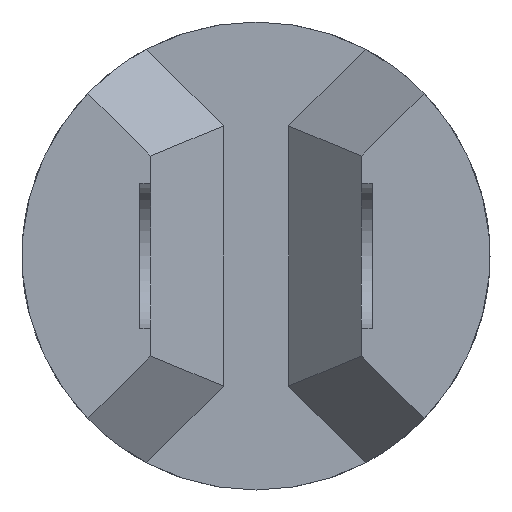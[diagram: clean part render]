
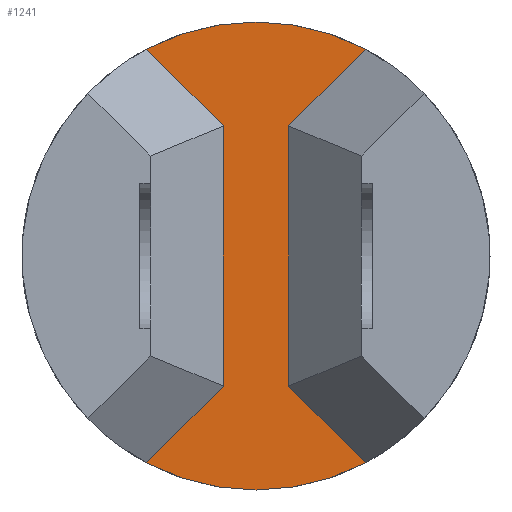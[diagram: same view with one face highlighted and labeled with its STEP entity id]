
A CAD part, front view. The second image highlights one B-rep face of the part: STEP entity #1241.
In plain terms, the highlighted planar face has unit normal (0, -1, 0).
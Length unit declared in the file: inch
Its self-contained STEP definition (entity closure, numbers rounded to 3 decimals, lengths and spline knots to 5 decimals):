
#13 = CARTESIAN_POINT ( 'NONE',  ( 0., -0.05315, 0. ) ) ;
#39 = AXIS2_PLACEMENT_3D ( 'NONE', #458, #462, #998 ) ;
#96 = DIRECTION ( 'NONE',  ( 0., -1., 0. ) ) ;
#119 = EDGE_CURVE ( 'NONE', #149, #787, #1191, .T. ) ;
#136 = EDGE_CURVE ( 'NONE', #820, #149, #167, .T. ) ;
#142 = EDGE_CURVE ( 'NONE', #465, #1252, #924, .T. ) ;
#149 = VERTEX_POINT ( 'NONE', #784 ) ;
#152 = CARTESIAN_POINT ( 'NONE',  ( 0.045, -0.05315, 0.17892 ) ) ;
#164 = ORIENTED_EDGE ( 'NONE', *, *, #1112, .T. ) ;
#167 = CIRCLE ( 'NONE', #800, 0.32187 ) ;
#168 = DIRECTION ( 'NONE',  ( 0.707, 0., 0.707 ) ) ;
#183 = EDGE_CURVE ( 'NONE', #1224, #465, #332, .T. ) ;
#193 = VERTEX_POINT ( 'NONE', #562 ) ;
#245 = VERTEX_POINT ( 'NONE', #779 ) ;
#257 = EDGE_LOOP ( 'NONE', ( #164, #1196, #676, #486, #370, #890, #802, #1078, #1033, #1266 ) ) ;
#265 = DIRECTION ( 'NONE',  ( 0., 0., -1. ) ) ;
#298 = DIRECTION ( 'NONE',  ( 0., -1., 0. ) ) ;
#306 = DIRECTION ( 'NONE',  ( -0.707, 0., 0.707 ) ) ;
#332 = LINE ( 'NONE', #362, #1109 ) ;
#342 = CARTESIAN_POINT ( 'NONE',  ( -0.045, -0.05315, -0.17892 ) ) ;
#351 = CARTESIAN_POINT ( 'NONE',  ( 0., -0.05315, 0. ) ) ;
#357 = LINE ( 'NONE', #628, #672 ) ;
#362 = CARTESIAN_POINT ( 'NONE',  ( 0.045, -0.05315, 0.1375 ) ) ;
#370 = ORIENTED_EDGE ( 'NONE', *, *, #781, .T. ) ;
#382 = LINE ( 'NONE', #1042, #908 ) ;
#388 = DIRECTION ( 'NONE',  ( 0., 0., -1. ) ) ;
#395 = LINE ( 'NONE', #973, #919 ) ;
#404 = CARTESIAN_POINT ( 'NONE',  ( 0.15056, -0.05315, -0.28448 ) ) ;
#448 = DIRECTION ( 'NONE',  ( 0., -1., 0. ) ) ;
#458 = CARTESIAN_POINT ( 'NONE',  ( 0., -0.05315, 0. ) ) ;
#459 = DIRECTION ( 'NONE',  ( 0.707, 0., -0.707 ) ) ;
#462 = DIRECTION ( 'NONE',  ( 0., -1., 0. ) ) ;
#465 = VERTEX_POINT ( 'NONE', #152 ) ;
#486 = ORIENTED_EDGE ( 'NONE', *, *, #119, .T. ) ;
#494 = AXIS2_PLACEMENT_3D ( 'NONE', #13, #298, #503 ) ;
#503 = DIRECTION ( 'NONE',  ( 0., 0., -1. ) ) ;
#508 = DIRECTION ( 'NONE',  ( 0., 0., -1. ) ) ;
#535 = CARTESIAN_POINT ( 'NONE',  ( 0.15056, -0.05315, 0.28448 ) ) ;
#560 = CARTESIAN_POINT ( 'NONE',  ( 0.1606, -0.05315, 0.29452 ) ) ;
#562 = CARTESIAN_POINT ( 'NONE',  ( -0.15056, -0.05315, 0.28448 ) ) ;
#611 = EDGE_CURVE ( 'NONE', #245, #193, #941, .T. ) ;
#614 = FACE_OUTER_BOUND ( 'NONE', #257, .T. ) ;
#628 = CARTESIAN_POINT ( 'NONE',  ( -0.06696, -0.05315, -0.06696 ) ) ;
#655 = CARTESIAN_POINT ( 'NONE',  ( -0.045, -0.05315, 0.17892 ) ) ;
#659 = VECTOR ( 'NONE', #168, 39.37008 ) ;
#672 = VECTOR ( 'NONE', #306, 39.37008 ) ;
#676 = ORIENTED_EDGE ( 'NONE', *, *, #136, .T. ) ;
#680 = DIRECTION ( 'NONE',  ( 0., 0., -1. ) ) ;
#699 = AXIS2_PLACEMENT_3D ( 'NONE', #903, #96, #388 ) ;
#779 = CARTESIAN_POINT ( 'NONE',  ( 0., -0.05315, 0.32187 ) ) ;
#781 = EDGE_CURVE ( 'NONE', #787, #1224, #357, .T. ) ;
#784 = CARTESIAN_POINT ( 'NONE',  ( 0., -0.05315, -0.32187 ) ) ;
#787 = VERTEX_POINT ( 'NONE', #404 ) ;
#800 = AXIS2_PLACEMENT_3D ( 'NONE', #892, #1168, #265 ) ;
#802 = ORIENTED_EDGE ( 'NONE', *, *, #142, .T. ) ;
#820 = VERTEX_POINT ( 'NONE', #1026 ) ;
#869 = CARTESIAN_POINT ( 'NONE',  ( -0.045, -0.05315, 0. ) ) ;
#890 = ORIENTED_EDGE ( 'NONE', *, *, #183, .T. ) ;
#892 = CARTESIAN_POINT ( 'NONE',  ( 0., -0.05315, 0. ) ) ;
#902 = VERTEX_POINT ( 'NONE', #655 ) ;
#903 = CARTESIAN_POINT ( 'NONE',  ( 0., -0.05315, 0. ) ) ;
#908 = VECTOR ( 'NONE', #1249, 39.37008 ) ;
#914 = PLANE ( 'NONE',  #494 ) ;
#919 = VECTOR ( 'NONE', #459, 39.37008 ) ;
#924 = LINE ( 'NONE', #560, #659 ) ;
#941 = CIRCLE ( 'NONE', #39, 0.32187 ) ;
#954 = EDGE_CURVE ( 'NONE', #1252, #245, #1074, .T. ) ;
#973 = CARTESIAN_POINT ( 'NONE',  ( 0.06696, -0.05315, 0.06696 ) ) ;
#977 = LINE ( 'NONE', #869, #1154 ) ;
#998 = DIRECTION ( 'NONE',  ( 0., 0., -1. ) ) ;
#1026 = CARTESIAN_POINT ( 'NONE',  ( -0.15056, -0.05315, -0.28448 ) ) ;
#1027 = AXIS2_PLACEMENT_3D ( 'NONE', #351, #448, #680 ) ;
#1033 = ORIENTED_EDGE ( 'NONE', *, *, #611, .T. ) ;
#1042 = CARTESIAN_POINT ( 'NONE',  ( -0.1606, -0.05315, -0.29452 ) ) ;
#1074 = CIRCLE ( 'NONE', #699, 0.32187 ) ;
#1078 = ORIENTED_EDGE ( 'NONE', *, *, #954, .T. ) ;
#1080 = EDGE_CURVE ( 'NONE', #193, #902, #395, .T. ) ;
#1090 = VERTEX_POINT ( 'NONE', #342 ) ;
#1109 = VECTOR ( 'NONE', #1291, 39.37008 ) ;
#1112 = EDGE_CURVE ( 'NONE', #902, #1090, #977, .T. ) ;
#1117 = CARTESIAN_POINT ( 'NONE',  ( 0.045, -0.05315, -0.17892 ) ) ;
#1154 = VECTOR ( 'NONE', #508, 39.37008 ) ;
#1168 = DIRECTION ( 'NONE',  ( 0., -1., 0. ) ) ;
#1191 = CIRCLE ( 'NONE', #1027, 0.32187 ) ;
#1196 = ORIENTED_EDGE ( 'NONE', *, *, #1293, .T. ) ;
#1224 = VERTEX_POINT ( 'NONE', #1117 ) ;
#1241 = ADVANCED_FACE ( 'NONE', ( #614 ), #914, .T. ) ;
#1249 = DIRECTION ( 'NONE',  ( -0.707, 0., -0.707 ) ) ;
#1252 = VERTEX_POINT ( 'NONE', #535 ) ;
#1266 = ORIENTED_EDGE ( 'NONE', *, *, #1080, .T. ) ;
#1291 = DIRECTION ( 'NONE',  ( 0., 0., 1. ) ) ;
#1293 = EDGE_CURVE ( 'NONE', #1090, #820, #382, .T. ) ;
